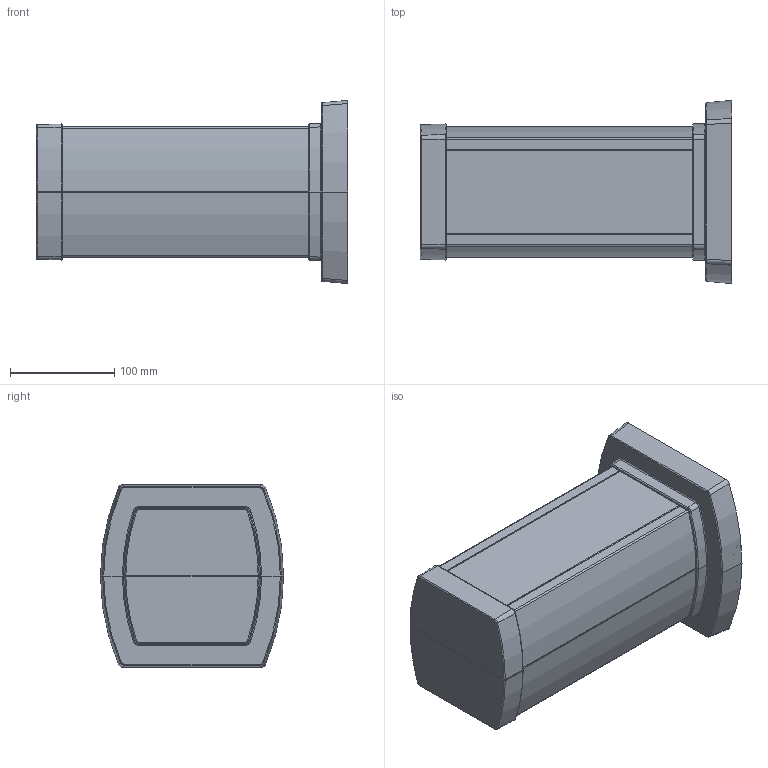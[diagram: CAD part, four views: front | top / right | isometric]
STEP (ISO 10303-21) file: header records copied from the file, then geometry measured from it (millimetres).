
FILE_DESCRIPTION(('CATIA V5 STEP Exchange','CAx-IF Rec.Pracs.--- Model Styling and Organization---1.4--- 2014-01-23'),'2;1');
FILE_NAME('653150-151.stp','2019-06-03T08:30:37+00:00',('none'),('none'),'CATIA Version 5-6 Release 2017 SP3','CATIA V5 STEP AP214','none');
FILE_SCHEMA(('AUTOMOTIVE_DESIGN { 1 0 10303 214 1 1 1 1 }'));
Products named in the file (1): 653150-151
Bounding box: 298.5 x 175.5 x 175.5 mm (x, y, z)
Volume: 630140.2 mm3; surface area: 677519.8 mm2
Topology: 11 solids, 11 shells, 3610 faces, 10172 edges, 6648 vertices
Faces by surface type: plane 2412, cylinder 882, bspline 150, cone 92, torus 58, extrusion 8, sphere 8
Entity records: 120612 total; most frequent: CARTESIAN_POINT 32531, ORIENTED_EDGE 20328, DIRECTION 14390, EDGE_CURVE 10164, VECTOR 6772, LINE 6764, VERTEX_POINT 6648, AXIS2_PLACEMENT_3D 4585
